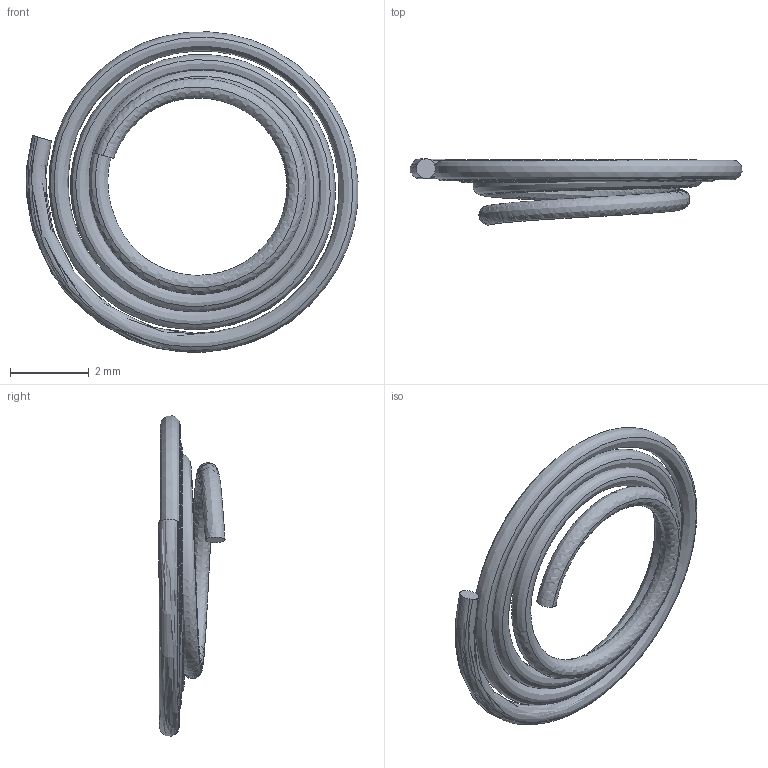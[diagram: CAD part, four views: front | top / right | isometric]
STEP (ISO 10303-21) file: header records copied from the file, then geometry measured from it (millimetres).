
FILE_DESCRIPTION (( 'STEP AP214' ), '1' );
FILE_NAME ('Spring_8.5x8.5_compressed_top.STEP', '2020-05-02T16:53:14', ( '' ), ( '' ), 'SwSTEP 2.0', 'SolidWorks 2017', '' );
FILE_SCHEMA (( 'AUTOMOTIVE_DESIGN' ));
Length unit declared in the file: millimetre
Products named in the file (2): Spring_8.5x8.5_compressed_top; 45353454
Assembly tree (1 placements, depth 2):
  Spring_8.5x8.5_compressed_top
    45353454
Bounding box: 8.44 x 1.68 x 8.14 mm (x, y, z)
Volume: 15.3 mm3; surface area: 123 mm2
Topology: 1 solids, 1 shells, 4 faces, 6 edges, 4 vertices
Faces by surface type: bspline 2, plane 2
Entity records: 2402 total; most frequent: CARTESIAN_POINT 2286, DIRECTION 12, ORIENTED_EDGE 12, EDGE_CURVE 6, AXIS2_PLACEMENT_3D 6, ADVANCED_FACE 4, APPLICATION_CONTEXT 4, UNCERTAINTY_MEASURE_WITH_UNIT 4
